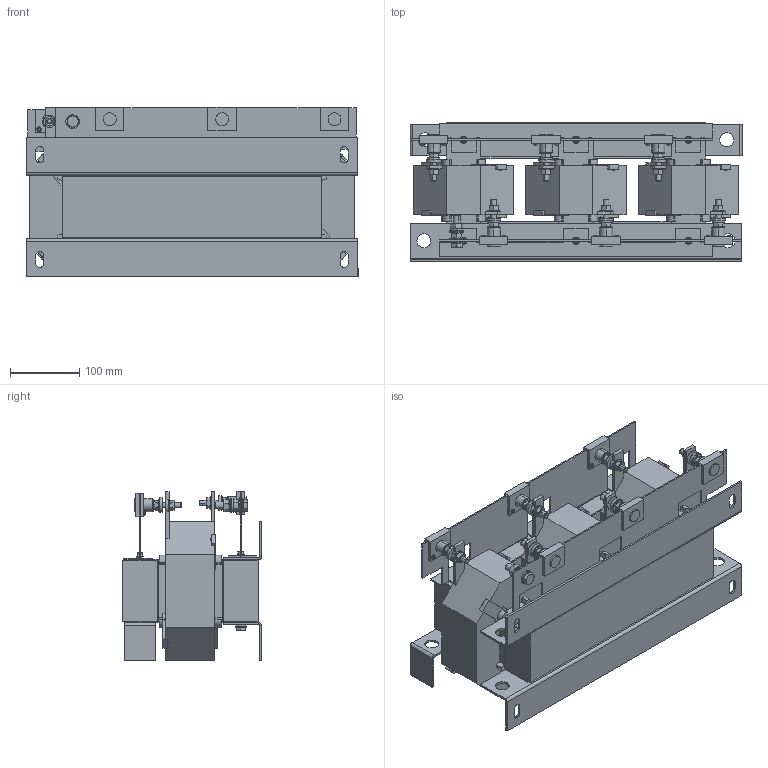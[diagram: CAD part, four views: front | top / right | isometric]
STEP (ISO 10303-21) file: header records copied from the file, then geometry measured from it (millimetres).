
FILE_DESCRIPTION (( 'STEP AP214' ), '1' );
FILE_NAME ('194086.STEP', '2020-05-29T00:50:28', ( '' ), ( '' ), 'SwSTEP 2.0', 'SolidWorks 2018', '' );
FILE_SCHEMA (( 'AUTOMOTIVE_DESIGN' ));
Length unit declared in the file: millimetre
Products named in the file (1): 194086
Bounding box: 480 x 201 x 245.65 mm (x, y, z)
Volume: 9844304.4 mm3; surface area: 897661.9 mm2
Topology: 1 solids, 1 shells, 1560 faces, 3916 edges, 2444 vertices
Faces by surface type: plane 929, cylinder 293, cone 208, bspline 114, torus 16
Entity records: 50638 total; most frequent: CARTESIAN_POINT 13953, ORIENTED_EDGE 7832, DIRECTION 7274, EDGE_CURVE 3916, VERTEX_POINT 2444, AXIS2_PLACEMENT_3D 2439, LINE 2396, VECTOR 2396
